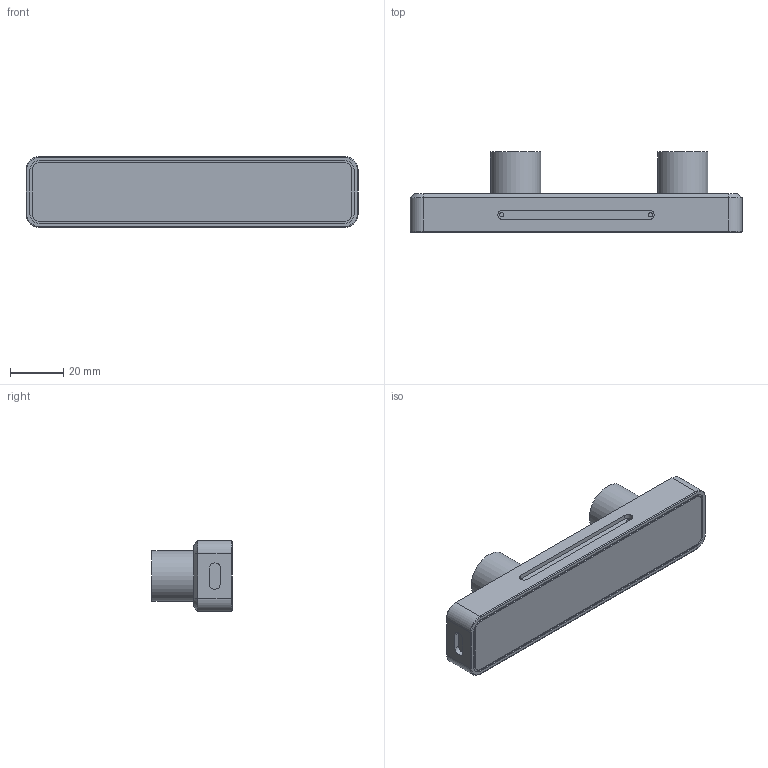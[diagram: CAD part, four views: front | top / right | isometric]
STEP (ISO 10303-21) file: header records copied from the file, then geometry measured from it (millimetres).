
FILE_DESCRIPTION(/* description */ (''),/* implementation_level */ '2;1');
FILE_NAME(/* name */ 'ZED M Hull v4.step',/* time_stamp */ '2018-08-23T15:54:33+02:00',/* author */ ('alexnesnes'),/* organization */ (''),/* preprocessor_version */ 'ST-DEVELOPER v17',/* originating_system */ 'Autodesk Translation Framework v7.1.0.215',/* authorisation */ '');
FILE_SCHEMA (('AUTOMOTIVE_DESIGN { 1 0 10303 214 3 1 1 }'));
Length unit declared in the file: millimetre
Products named in the file (2): ZED M Hull; ZED M STEP
Assembly tree (1 placements, depth 2):
  ZED M Hull
    ZED M STEP
Bounding box: 125.2 x 30.25 x 26.62 mm (x, y, z)
Volume: 55565.4 mm3; surface area: 13256.1 mm2
Topology: 1 solids, 1 shells, 76 faces, 170 edges, 108 vertices
Faces by surface type: plane 40, cylinder 26, cone 4, torus 4, bspline 2
Full cylindrical faces by diameter (mm): 1.623 x4, 19 x2
Entity records: 2493 total; most frequent: CARTESIAN_POINT 711, DIRECTION 380, ORIENTED_EDGE 340, EDGE_CURVE 170, AXIS2_PLACEMENT_3D 137, VERTEX_POINT 108, LINE 106, VECTOR 106
